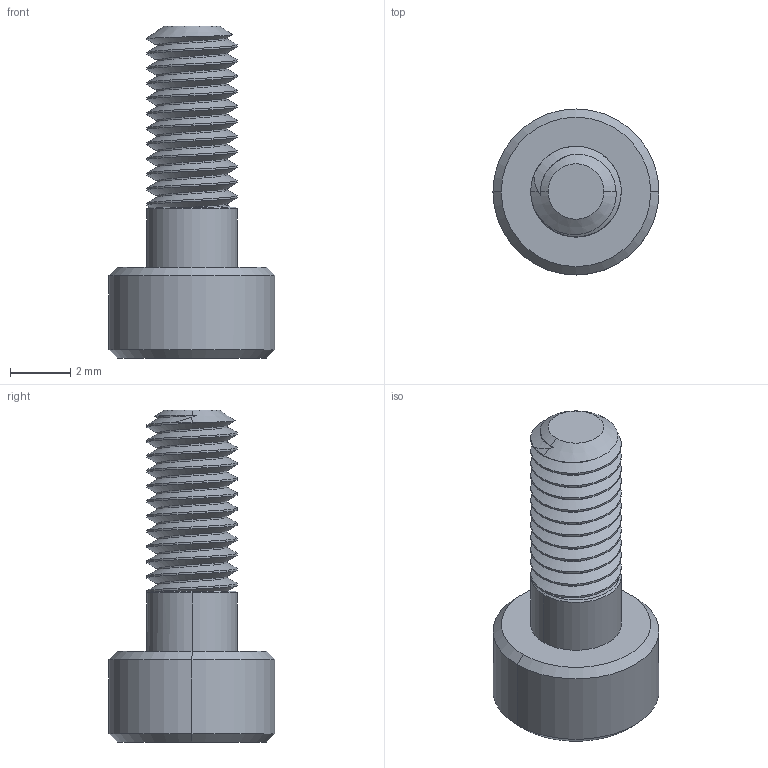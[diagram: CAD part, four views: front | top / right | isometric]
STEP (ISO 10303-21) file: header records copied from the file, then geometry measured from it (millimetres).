
FILE_DESCRIPTION (( 'STEP AP203' ), '1' );
FILE_NAME ('90349A103.step', '2018-08-29T13:19:19', ( '' ), ( '' ), 'SwSTEP 2.0', 'SolidWorks 2014', '' );
FILE_SCHEMA (( 'CONFIG_CONTROL_DESIGN' ));
Length unit declared in the file: millimetre
Products named in the file (1): 90349A103
Bounding box: 5.5 x 5.5 x 11 mm (x, y, z)
Volume: 107.4 mm3; surface area: 212.4 mm2
Topology: 1 solids, 1 shells, 82 faces, 214 edges, 136 vertices
Faces by surface type: cylinder 52, cone 17, plane 11, bspline 2
Entity records: 3990 total; most frequent: CARTESIAN_POINT 2204, ORIENTED_EDGE 428, DIRECTION 295, EDGE_CURVE 214, VERTEX_POINT 136, AXIS2_PLACEMENT_3D 111, EDGE_LOOP 84, FACE_OUTER_BOUND 82
